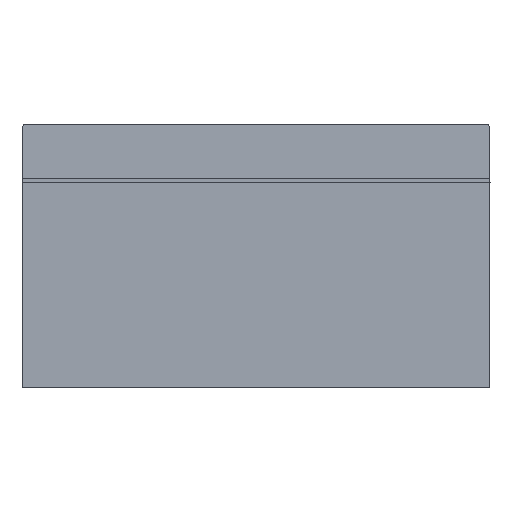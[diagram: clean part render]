
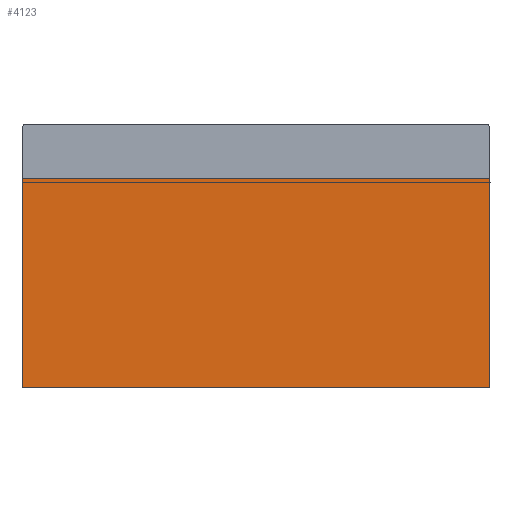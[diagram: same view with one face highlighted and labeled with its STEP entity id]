
A CAD part, front view. The second image highlights one B-rep face of the part: STEP entity #4123.
In plain terms, the highlighted planar face has unit normal (0, -1, 0).
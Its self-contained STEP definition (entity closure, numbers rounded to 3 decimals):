
#72 = CARTESIAN_POINT ( 'NONE',  ( -80., -180., 71.5 ) ) ;
#86 = CARTESIAN_POINT ( 'NONE',  ( -80., -180., 71.5 ) ) ;
#480 = DIRECTION ( 'NONE',  ( 0., 1., 0. ) ) ;
#509 = EDGE_CURVE ( 'NONE', #3827, #2076, #3707, .T. ) ;
#656 = CARTESIAN_POINT ( 'NONE',  ( -80., -180., 0. ) ) ;
#960 = CARTESIAN_POINT ( 'NONE',  ( 80., -180., 0. ) ) ;
#1082 = ORIENTED_EDGE ( 'NONE', *, *, #4732, .T. ) ;
#1120 = CARTESIAN_POINT ( 'NONE',  ( 80., -180., 71.5 ) ) ;
#1141 = PLANE ( 'NONE',  #3072 ) ;
#1183 = DIRECTION ( 'NONE',  ( 1., 0., 0. ) ) ;
#1202 = VERTEX_POINT ( 'NONE', #960 ) ;
#1223 = VECTOR ( 'NONE', #4246, 1000. ) ;
#1495 = DIRECTION ( 'NONE',  ( 0., 0., -1. ) ) ;
#1571 = ORIENTED_EDGE ( 'NONE', *, *, #509, .F. ) ;
#1613 = CARTESIAN_POINT ( 'NONE',  ( 80., -180., 71.5 ) ) ;
#1835 = EDGE_CURVE ( 'NONE', #2076, #1202, #4578, .T. ) ;
#1925 = DIRECTION ( 'NONE',  ( 0., 0., 1. ) ) ;
#2076 = VERTEX_POINT ( 'NONE', #1120 ) ;
#2138 = ORIENTED_EDGE ( 'NONE', *, *, #1835, .F. ) ;
#2506 = DIRECTION ( 'NONE',  ( 1., 0., 0. ) ) ;
#2897 = CARTESIAN_POINT ( 'NONE',  ( -80., -180., 71.5 ) ) ;
#3003 = FACE_OUTER_BOUND ( 'NONE', #3551, .T. ) ;
#3066 = VECTOR ( 'NONE', #1495, 1000. ) ;
#3072 = AXIS2_PLACEMENT_3D ( 'NONE', #86, #480, #1925 ) ;
#3483 = VERTEX_POINT ( 'NONE', #656 ) ;
#3551 = EDGE_LOOP ( 'NONE', ( #1082, #2138, #1571, #3634 ) ) ;
#3634 = ORIENTED_EDGE ( 'NONE', *, *, #4713, .T. ) ;
#3647 = LINE ( 'NONE', #4051, #4680 ) ;
#3707 = LINE ( 'NONE', #72, #4235 ) ;
#3827 = VERTEX_POINT ( 'NONE', #4627 ) ;
#3983 = LINE ( 'NONE', #2897, #3066 ) ;
#4051 = CARTESIAN_POINT ( 'NONE',  ( -80., -180., 0. ) ) ;
#4123 = ADVANCED_FACE ( 'NONE', ( #3003 ), #1141, .F. ) ;
#4235 = VECTOR ( 'NONE', #1183, 1000. ) ;
#4246 = DIRECTION ( 'NONE',  ( 0., 0., -1. ) ) ;
#4578 = LINE ( 'NONE', #1613, #1223 ) ;
#4627 = CARTESIAN_POINT ( 'NONE',  ( -80., -180., 71.5 ) ) ;
#4680 = VECTOR ( 'NONE', #2506, 1000. ) ;
#4713 = EDGE_CURVE ( 'NONE', #3827, #3483, #3983, .T. ) ;
#4732 = EDGE_CURVE ( 'NONE', #3483, #1202, #3647, .T. ) ;
